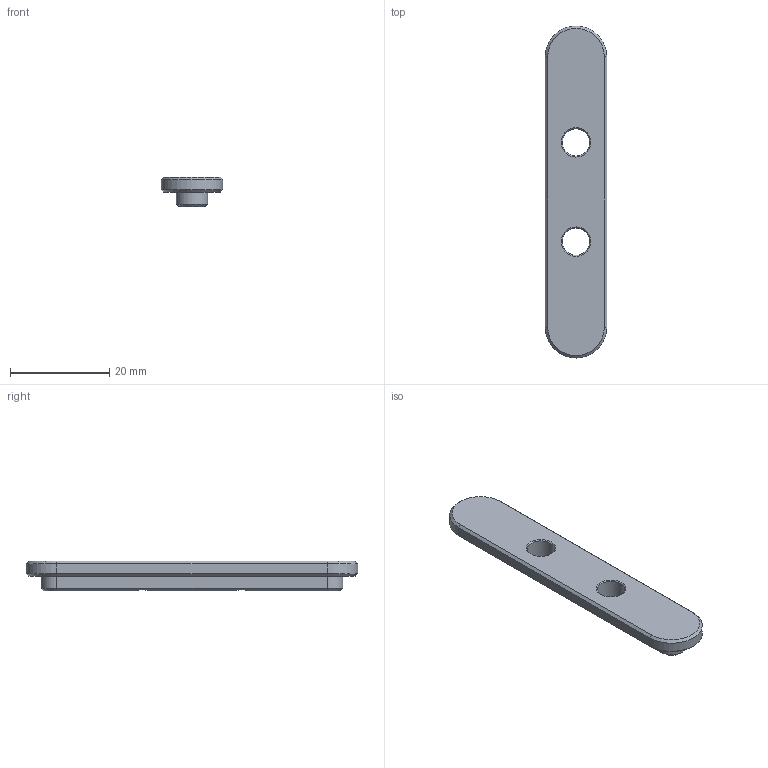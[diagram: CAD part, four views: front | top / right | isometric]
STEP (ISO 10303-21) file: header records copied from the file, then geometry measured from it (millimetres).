
FILE_DESCRIPTION(/* description */ (''),/* implementation_level */ '2;1');
FILE_NAME(/* name */ 'Fixated machined clamp v12.step',/* time_stamp */ '2024-04-23T21:35:11+01:00',/* author */ (''),/* organization */ (''),/* preprocessor_version */ 'ST-DEVELOPER v20',/* originating_system */ 'Autodesk Translation Framework v12.20.1.177',/* authorisation */ '');
FILE_SCHEMA (('AUTOMOTIVE_DESIGN { 1 0 10303 214 3 1 1 }'));
Length unit declared in the file: millimetre
Products named in the file (1): Fixated machined clamp
Bounding box: 12.4 x 66.9 x 6 mm (x, y, z)
Volume: 3174.1 mm3; surface area: 2400.9 mm2
Topology: 1 solids, 1 shells, 37 faces, 96 edges, 60 vertices
Faces by surface type: plane 15, cone 12, cylinder 6, bspline 4
Full cylindrical faces by diameter (mm): 5.5 x2
Entity records: 1245 total; most frequent: CARTESIAN_POINT 348, ORIENTED_EDGE 192, DIRECTION 166, EDGE_CURVE 96, AXIS2_PLACEMENT_3D 62, VERTEX_POINT 60, LINE 42, VECTOR 42
